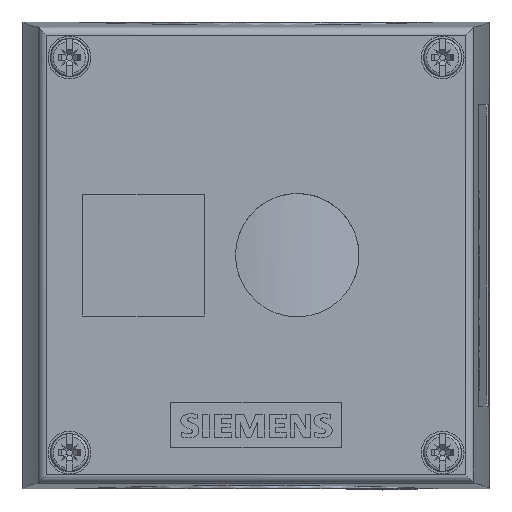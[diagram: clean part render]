
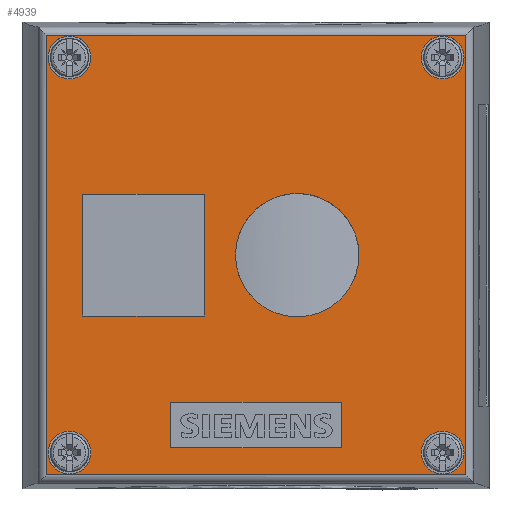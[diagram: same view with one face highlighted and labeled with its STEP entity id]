
A CAD part, top view. The second image highlights one B-rep face of the part: STEP entity #4939.
In plain terms, the highlighted planar face has unit normal (0, 0, 1).
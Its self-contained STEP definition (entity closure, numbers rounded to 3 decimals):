
#4939=ADVANCED_FACE('',(#11052,#11053,#11054,#11055,#11056,#11057,#11058,#11059),#11060,.T.);
#11052=FACE_OUTER_BOUND('',#17983,.T.);
#11053=FACE_BOUND('',#17984,.T.);
#11054=FACE_BOUND('',#17985,.T.);
#11055=FACE_BOUND('',#17986,.T.);
#11056=FACE_BOUND('',#17987,.T.);
#11057=FACE_BOUND('',#17988,.T.);
#11058=FACE_BOUND('',#17989,.T.);
#11059=FACE_BOUND('',#17990,.T.);
#11060=PLANE('',#17991);
#17983=EDGE_LOOP('',(#38385,#38386,#38387,#38388));
#17984=EDGE_LOOP('',(#38389,#38390));
#17985=EDGE_LOOP('',(#38391,#38392));
#17986=EDGE_LOOP('',(#38393,#38394));
#17987=EDGE_LOOP('',(#38395,#38396));
#17988=EDGE_LOOP('',(#38397,#38398,#38399,#38400));
#17989=EDGE_LOOP('',(#38401,#38402,#38403,#38404));
#17990=EDGE_LOOP('',(#38405,#38406));
#17991=AXIS2_PLACEMENT_3D('',#38407,#38408,#38409);
#38385=ORIENTED_EDGE('',*,*,#43409,.T.);
#38386=ORIENTED_EDGE('',*,*,#43405,.F.);
#38387=ORIENTED_EDGE('',*,*,#43412,.F.);
#38388=ORIENTED_EDGE('',*,*,#43413,.F.);
#38389=ORIENTED_EDGE('',*,*,#39732,.T.);
#38390=ORIENTED_EDGE('',*,*,#42963,.T.);
#38391=ORIENTED_EDGE('',*,*,#39727,.T.);
#38392=ORIENTED_EDGE('',*,*,#42967,.T.);
#38393=ORIENTED_EDGE('',*,*,#39722,.T.);
#38394=ORIENTED_EDGE('',*,*,#42971,.T.);
#38395=ORIENTED_EDGE('',*,*,#39717,.T.);
#38396=ORIENTED_EDGE('',*,*,#42975,.T.);
#38397=ORIENTED_EDGE('',*,*,#43356,.T.);
#38398=ORIENTED_EDGE('',*,*,#43365,.T.);
#38399=ORIENTED_EDGE('',*,*,#43362,.T.);
#38400=ORIENTED_EDGE('',*,*,#43359,.T.);
#38401=ORIENTED_EDGE('',*,*,#43391,.T.);
#38402=ORIENTED_EDGE('',*,*,#43399,.T.);
#38403=ORIENTED_EDGE('',*,*,#43397,.T.);
#38404=ORIENTED_EDGE('',*,*,#43394,.T.);
#38405=ORIENTED_EDGE('',*,*,#39712,.T.);
#38406=ORIENTED_EDGE('',*,*,#43401,.T.);
#38407=CARTESIAN_POINT('',(42.537,85.2,64.0));
#38408=DIRECTION('',(0.0,0.0,1.0));
#38409=DIRECTION('',(1.0,0.0,0.0));
#39712=EDGE_CURVE('',#43516,#43520,#43522,.T.);
#39717=EDGE_CURVE('',#43525,#43529,#43531,.T.);
#39722=EDGE_CURVE('',#43534,#43538,#43540,.T.);
#39727=EDGE_CURVE('',#43543,#43547,#43549,.T.);
#39732=EDGE_CURVE('',#43552,#43556,#43558,.T.);
#42963=EDGE_CURVE('',#43556,#43552,#48170,.T.);
#42967=EDGE_CURVE('',#43547,#43543,#48174,.T.);
#42971=EDGE_CURVE('',#43538,#43534,#48178,.T.);
#42975=EDGE_CURVE('',#43529,#43525,#48182,.T.);
#43356=EDGE_CURVE('',#48750,#48748,#48751,.T.);
#43359=EDGE_CURVE('',#48754,#48750,#48755,.T.);
#43362=EDGE_CURVE('',#48758,#48754,#48759,.T.);
#43365=EDGE_CURVE('',#48748,#48758,#48762,.T.);
#43391=EDGE_CURVE('',#48798,#48800,#48802,.T.);
#43394=EDGE_CURVE('',#48804,#48798,#48806,.T.);
#43397=EDGE_CURVE('',#48808,#48804,#48810,.T.);
#43399=EDGE_CURVE('',#48800,#48808,#48812,.T.);
#43401=EDGE_CURVE('',#43520,#43516,#48814,.T.);
#43405=EDGE_CURVE('',#48818,#48820,#48821,.T.);
#43409=EDGE_CURVE('',#48825,#48820,#48826,.T.);
#43412=EDGE_CURVE('',#48829,#48818,#48830,.T.);
#43413=EDGE_CURVE('',#48825,#48829,#48831,.T.);
#43516=VERTEX_POINT('',#49030);
#43520=VERTEX_POINT('',#49068);
#43522=CIRCLE('',#49071,11.25);
#43525=VERTEX_POINT('',#49074);
#43529=VERTEX_POINT('',#49079);
#43531=CIRCLE('',#49082,3.9);
#43534=VERTEX_POINT('',#49085);
#43538=VERTEX_POINT('',#49090);
#43540=CIRCLE('',#49093,3.9);
#43543=VERTEX_POINT('',#49096);
#43547=VERTEX_POINT('',#49101);
#43549=CIRCLE('',#49104,3.9);
#43552=VERTEX_POINT('',#49107);
#43556=VERTEX_POINT('',#49112);
#43558=CIRCLE('',#49115,3.9);
#48170=CIRCLE('',#56380,3.9);
#48174=CIRCLE('',#56384,3.9);
#48178=CIRCLE('',#56388,3.9);
#48182=CIRCLE('',#56392,3.9);
#48748=VERTEX_POINT('',#57167);
#48750=VERTEX_POINT('',#57170);
#48751=LINE('',#57171,#57172);
#48754=VERTEX_POINT('',#57176);
#48755=LINE('',#57177,#57178);
#48758=VERTEX_POINT('',#57182);
#48759=LINE('',#57183,#57184);
#48762=LINE('',#57188,#57189);
#48798=VERTEX_POINT('',#57239);
#48800=VERTEX_POINT('',#57242);
#48802=LINE('',#57245,#57246);
#48804=VERTEX_POINT('',#57248);
#48806=LINE('',#57251,#57252);
#48808=VERTEX_POINT('',#57254);
#48810=LINE('',#57257,#57258);
#48812=LINE('',#57260,#57261);
#48814=CIRCLE('',#57263,11.25);
#48818=VERTEX_POINT('',#57270);
#48820=VERTEX_POINT('',#57272);
#48821=LINE('',#57273,#57274);
#48825=VERTEX_POINT('',#57278);
#48826=LINE('',#57279,#57280);
#48829=VERTEX_POINT('',#57283);
#48830=LINE('',#57284,#57285);
#48831=LINE('',#57286,#57287);
#49030=CARTESIAN_POINT('',(61.288,42.7,64.0));
#49068=CARTESIAN_POINT('',(38.788,42.7,64.0));
#49071=AXIS2_PLACEMENT_3D('',#57473,#57474,#57475);
#49074=CARTESIAN_POINT('',(12.438,6.7,64.0));
#49079=CARTESIAN_POINT('',(4.638,6.7,64.0));
#49082=AXIS2_PLACEMENT_3D('',#57481,#57482,#57483);
#49085=CARTESIAN_POINT('',(12.438,78.7,64.0));
#49090=CARTESIAN_POINT('',(4.638,78.7,64.0));
#49093=AXIS2_PLACEMENT_3D('',#57489,#57490,#57491);
#49096=CARTESIAN_POINT('',(80.438,6.7,64.0));
#49101=CARTESIAN_POINT('',(72.638,6.7,64.0));
#49104=AXIS2_PLACEMENT_3D('',#57497,#57498,#57499);
#49107=CARTESIAN_POINT('',(80.438,78.7,64.0));
#49112=CARTESIAN_POINT('',(72.638,78.7,64.0));
#49115=AXIS2_PLACEMENT_3D('',#57505,#57506,#57507);
#56380=AXIS2_PLACEMENT_3D('',#60007,#60008,#60009);
#56384=AXIS2_PLACEMENT_3D('',#60013,#60014,#60015);
#56388=AXIS2_PLACEMENT_3D('',#60019,#60020,#60021);
#56392=AXIS2_PLACEMENT_3D('',#60025,#60026,#60027);
#57167=CARTESIAN_POINT('',(58.088,7.55,64.0));
#57170=CARTESIAN_POINT('',(58.088,15.85,64.0));
#57171=CARTESIAN_POINT('',(58.088,48.45,64.0));
#57172=VECTOR('',#60445,1.0);
#57176=CARTESIAN_POINT('',(26.988,15.85,64.0));
#57177=CARTESIAN_POINT('',(42.537,15.85,64.0));
#57178=VECTOR('',#60447,1.0);
#57182=CARTESIAN_POINT('',(26.988,7.55,64.0));
#57183=CARTESIAN_POINT('',(26.988,48.45,64.0));
#57184=VECTOR('',#60449,1.0);
#57188=CARTESIAN_POINT('',(42.537,7.55,64.0));
#57189=VECTOR('',#60451,1.0);
#57239=CARTESIAN_POINT('',(10.938,53.8,64.0));
#57242=CARTESIAN_POINT('',(33.138,53.8,64.0));
#57245=CARTESIAN_POINT('',(32.287,53.8,64.0));
#57246=VECTOR('',#60474,1.0);
#57248=CARTESIAN_POINT('',(10.938,31.6,64.0));
#57251=CARTESIAN_POINT('',(10.938,63.95,64.0));
#57252=VECTOR('',#60476,1.0);
#57254=CARTESIAN_POINT('',(33.138,31.6,64.0));
#57257=CARTESIAN_POINT('',(32.287,31.6,64.0));
#57258=VECTOR('',#60478,1.0);
#57260=CARTESIAN_POINT('',(33.138,63.95,64.0));
#57261=VECTOR('',#60479,1.0);
#57263=AXIS2_PLACEMENT_3D('',#60480,#60481,#60482);
#57270=CARTESIAN_POINT('',(80.714,2.656,64.0));
#57272=CARTESIAN_POINT('',(4.361,2.656,64.0));
#57273=CARTESIAN_POINT('',(42.537,2.656,64.0));
#57274=VECTOR('',#60486,1.0);
#57278=CARTESIAN_POINT('',(4.361,82.744,64.0));
#57279=CARTESIAN_POINT('',(4.361,85.2,64.0));
#57280=VECTOR('',#60490,1.0);
#57283=CARTESIAN_POINT('',(80.714,82.744,64.0));
#57284=CARTESIAN_POINT('',(80.714,85.2,64.0));
#57285=VECTOR('',#60494,1.0);
#57286=CARTESIAN_POINT('',(42.537,82.744,64.0));
#57287=VECTOR('',#60495,1.0);
#57473=CARTESIAN_POINT('',(50.038,42.7,64.0));
#57474=DIRECTION('',(0.0,0.0,-1.0));
#57475=DIRECTION('',(1.0,0.0,0.0));
#57481=CARTESIAN_POINT('',(8.538,6.7,64.0));
#57482=DIRECTION('',(0.0,0.0,-1.0));
#57483=DIRECTION('',(1.0,0.0,0.0));
#57489=CARTESIAN_POINT('',(8.538,78.7,64.0));
#57490=DIRECTION('',(0.0,0.0,-1.0));
#57491=DIRECTION('',(1.0,0.0,0.0));
#57497=CARTESIAN_POINT('',(76.538,6.7,64.0));
#57498=DIRECTION('',(0.0,0.0,-1.0));
#57499=DIRECTION('',(1.0,0.0,0.0));
#57505=CARTESIAN_POINT('',(76.538,78.7,64.0));
#57506=DIRECTION('',(0.0,0.0,-1.0));
#57507=DIRECTION('',(1.0,0.0,0.0));
#60007=CARTESIAN_POINT('',(76.538,78.7,64.0));
#60008=DIRECTION('',(0.0,0.0,-1.0));
#60009=DIRECTION('',(1.0,0.0,0.0));
#60013=CARTESIAN_POINT('',(76.538,6.7,64.0));
#60014=DIRECTION('',(0.0,0.0,-1.0));
#60015=DIRECTION('',(1.0,0.0,0.0));
#60019=CARTESIAN_POINT('',(8.538,78.7,64.0));
#60020=DIRECTION('',(0.0,0.0,-1.0));
#60021=DIRECTION('',(1.0,0.0,0.0));
#60025=CARTESIAN_POINT('',(8.538,6.7,64.0));
#60026=DIRECTION('',(0.0,0.0,-1.0));
#60027=DIRECTION('',(1.0,0.0,0.0));
#60445=DIRECTION('',(0.0,-1.0,0.0));
#60447=DIRECTION('',(1.0,0.0,0.0));
#60449=DIRECTION('',(0.0,1.0,0.0));
#60451=DIRECTION('',(-1.0,0.0,0.0));
#60474=DIRECTION('',(1.0,0.0,0.0));
#60476=DIRECTION('',(0.0,1.0,0.0));
#60478=DIRECTION('',(-1.0,0.0,0.0));
#60479=DIRECTION('',(0.0,-1.0,0.0));
#60480=CARTESIAN_POINT('',(50.038,42.7,64.0));
#60481=DIRECTION('',(0.0,0.0,-1.0));
#60482=DIRECTION('',(1.0,0.0,0.0));
#60486=DIRECTION('',(-1.0,0.0,0.0));
#60490=DIRECTION('',(0.0,-1.0,0.0));
#60494=DIRECTION('',(0.0,-1.0,0.0));
#60495=DIRECTION('',(1.0,0.0,0.0));
